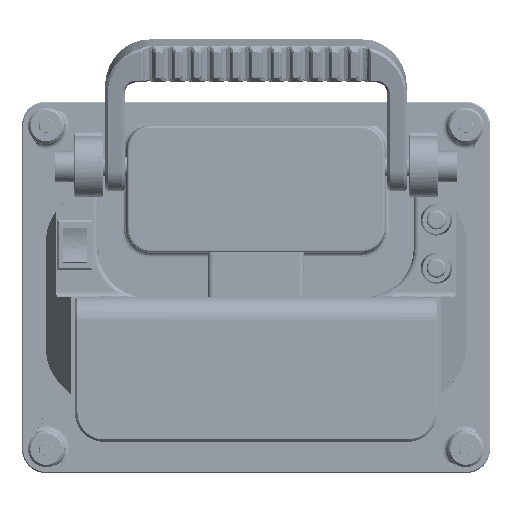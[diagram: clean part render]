
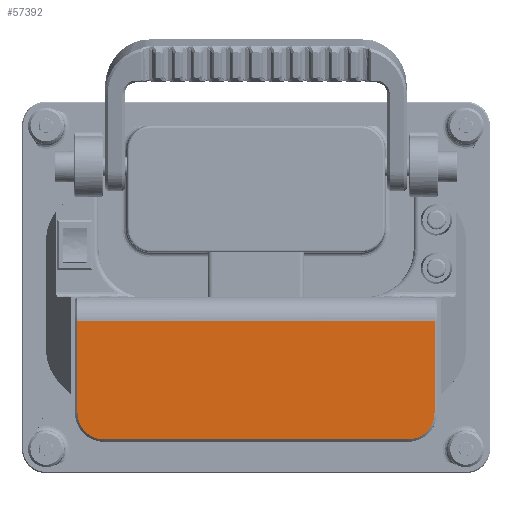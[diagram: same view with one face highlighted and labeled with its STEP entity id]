
A CAD part, front view. The second image highlights one B-rep face of the part: STEP entity #57392.
In plain terms, the highlighted free-form (B-spline) face has degree [1, 1] with [2, 2] control points.
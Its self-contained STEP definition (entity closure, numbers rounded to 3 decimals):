
#57286 = VERTEX_POINT('',#57287);
#57287 = CARTESIAN_POINT('',(-104.636,-74.093,
    -19.796));
#57317 = VERTEX_POINT('',#57318);
#57318 = CARTESIAN_POINT('',(-104.636,-74.093,
    -73.528));
#57323 = EDGE_CURVE('',#57286,#57317,#57324,.T.);
#57324 = B_SPLINE_CURVE_WITH_KNOTS('',1,(#57325,#57326),.UNSPECIFIED.,
  .F.,.F.,(2,2),(14.,52.),.PIECEWISE_BEZIER_KNOTS.);
#57325 = CARTESIAN_POINT('',(-104.636,-74.093,
    -19.796));
#57326 = CARTESIAN_POINT('',(-104.636,-74.093,
    -73.528));
#57346 = VERTEX_POINT('',#57347);
#57347 = CARTESIAN_POINT('',(-89.082,-74.093,
    -89.082));
#57352 = EDGE_CURVE('',#57317,#57346,#57353,.T.);
#57353 = ( BOUNDED_CURVE() B_SPLINE_CURVE(2,(#57354,#57355,#57356),
.UNSPECIFIED.,.F.,.F.) B_SPLINE_CURVE_WITH_KNOTS((3,3),(3.142,
4.712),.PIECEWISE_BEZIER_KNOTS.) CURVE() 
GEOMETRIC_REPRESENTATION_ITEM() RATIONAL_B_SPLINE_CURVE((1.,
0.707,1.)) REPRESENTATION_ITEM('') );
#57354 = CARTESIAN_POINT('',(-104.636,-74.093,
    -73.528));
#57355 = CARTESIAN_POINT('',(-104.636,-74.093,
    -89.082));
#57356 = CARTESIAN_POINT('',(-89.082,-74.093,
    -89.082));
#57377 = VERTEX_POINT('',#57378);
#57378 = CARTESIAN_POINT('',(89.082,-74.093,
    -89.082));
#57383 = EDGE_CURVE('',#57346,#57377,#57384,.T.);
#57384 = B_SPLINE_CURVE_WITH_KNOTS('',1,(#57385,#57386),.UNSPECIFIED.,
  .F.,.F.,(2,2),(-63.,63.),.PIECEWISE_BEZIER_KNOTS.);
#57385 = CARTESIAN_POINT('',(-89.082,-74.093,
    -89.082));
#57386 = CARTESIAN_POINT('',(89.082,-74.093,
    -89.082));
#57392 = ADVANCED_FACE('',(#57393),#57418,.F.);
#57393 = FACE_BOUND('',#57394,.T.);
#57394 = EDGE_LOOP('',(#57395,#57403,#57410,#57415,#57416,#57417));
#57395 = ORIENTED_EDGE('',*,*,#57396,.T.);
#57396 = EDGE_CURVE('',#57377,#57397,#57399,.T.);
#57397 = VERTEX_POINT('',#57398);
#57398 = CARTESIAN_POINT('',(104.636,-74.093,
    -73.528));
#57399 = ( BOUNDED_CURVE() B_SPLINE_CURVE(2,(#57400,#57401,#57402),
.UNSPECIFIED.,.F.,.F.) B_SPLINE_CURVE_WITH_KNOTS((3,3),(4.712,
6.283),.PIECEWISE_BEZIER_KNOTS.) CURVE() 
GEOMETRIC_REPRESENTATION_ITEM() RATIONAL_B_SPLINE_CURVE((1.,
0.707,1.)) REPRESENTATION_ITEM('') );
#57400 = CARTESIAN_POINT('',(89.082,-74.093,
    -89.082));
#57401 = CARTESIAN_POINT('',(104.636,-74.093,
    -89.082));
#57402 = CARTESIAN_POINT('',(104.636,-74.093,
    -73.528));
#57403 = ORIENTED_EDGE('',*,*,#57404,.T.);
#57404 = EDGE_CURVE('',#57397,#57405,#57407,.T.);
#57405 = VERTEX_POINT('',#57406);
#57406 = CARTESIAN_POINT('',(104.636,-74.093,
    -19.796));
#57407 = B_SPLINE_CURVE_WITH_KNOTS('',1,(#57408,#57409),.UNSPECIFIED.,
  .F.,.F.,(2,2),(-52.,-14.),.PIECEWISE_BEZIER_KNOTS.);
#57408 = CARTESIAN_POINT('',(104.636,-74.093,
    -73.528));
#57409 = CARTESIAN_POINT('',(104.636,-74.093,
    -19.796));
#57410 = ORIENTED_EDGE('',*,*,#57411,.T.);
#57411 = EDGE_CURVE('',#57405,#57286,#57412,.T.);
#57412 = B_SPLINE_CURVE_WITH_KNOTS('',1,(#57413,#57414),.UNSPECIFIED.,
  .F.,.F.,(2,2),(-74.,74.),.PIECEWISE_BEZIER_KNOTS.);
#57413 = CARTESIAN_POINT('',(104.636,-74.093,
    -19.796));
#57414 = CARTESIAN_POINT('',(-104.636,-74.093,
    -19.796));
#57415 = ORIENTED_EDGE('',*,*,#57323,.T.);
#57416 = ORIENTED_EDGE('',*,*,#57352,.T.);
#57417 = ORIENTED_EDGE('',*,*,#57383,.T.);
#57418 = B_SPLINE_SURFACE_WITH_KNOTS('',1,1,(
    (#57419,#57420)
    ,(#57421,#57422
    )),.UNSPECIFIED.,.F.,.F.,.F.,(2,2),(2,2),(-74.,74.),(14.,63.),
  .PIECEWISE_BEZIER_KNOTS.);
#57419 = CARTESIAN_POINT('',(-104.636,-74.093,
    -19.796));
#57420 = CARTESIAN_POINT('',(-104.636,-74.093,
    -89.082));
#57421 = CARTESIAN_POINT('',(104.636,-74.093,
    -19.796));
#57422 = CARTESIAN_POINT('',(104.636,-74.093,
    -89.082));
